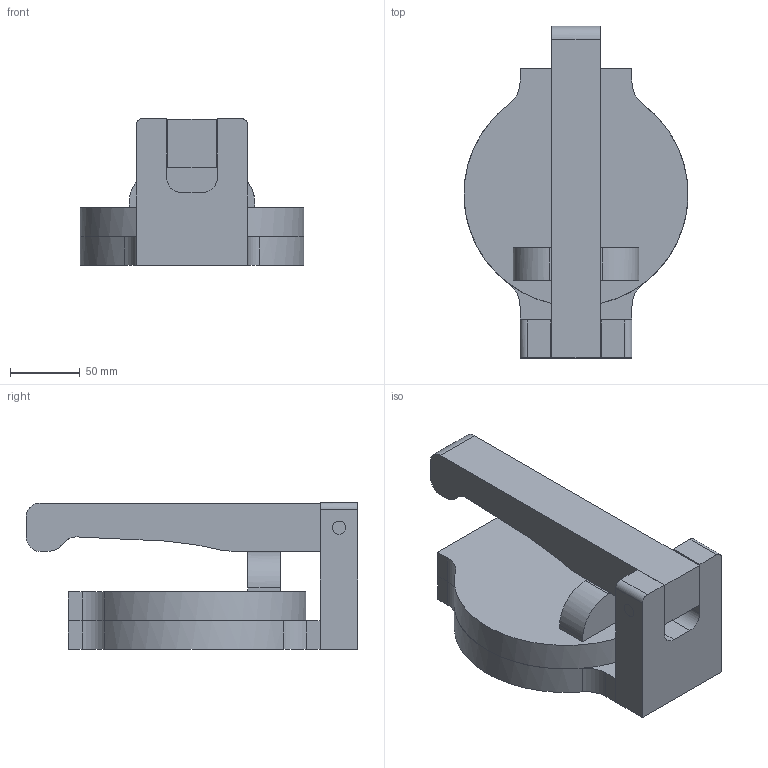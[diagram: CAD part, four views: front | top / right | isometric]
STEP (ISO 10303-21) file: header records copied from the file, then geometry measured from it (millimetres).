
FILE_DESCRIPTION(/* description */ (''),/* implementation_level */ '2;1');
FILE_NAME(/* name */ 'tortilla_press',/* time_stamp */ '2020-06-17T11:00:13+09:00',/* author */ (''),/* organization */ (''),/* preprocessor_version */ 'ST-DEVELOPER v15',/* originating_system */ '',/* authorisation */ '');
FILE_SCHEMA (('AUTOMOTIVE_DESIGN'));
Length unit declared in the file: millimetre
Products named in the file (1): Document
Bounding box: 159.98 x 237 x 105 mm (x, y, z)
Volume: 1381052.2 mm3; surface area: 181595.7 mm2
Topology: 6 solids, 6 shells, 63 faces, 158 edges, 107 vertices
Faces by surface type: bspline 63
Entity records: 4052 total; most frequent: CARTESIAN_POINT 2108, ORIENTED_EDGE 306, PCURVE 306, DEFINITIONAL_REPRESENTATION 306, B_SPLINE_CURVE_WITH_KNOTS 281, SURFACE_CURVE 153, EDGE_CURVE 153, VERTEX_POINT 102
